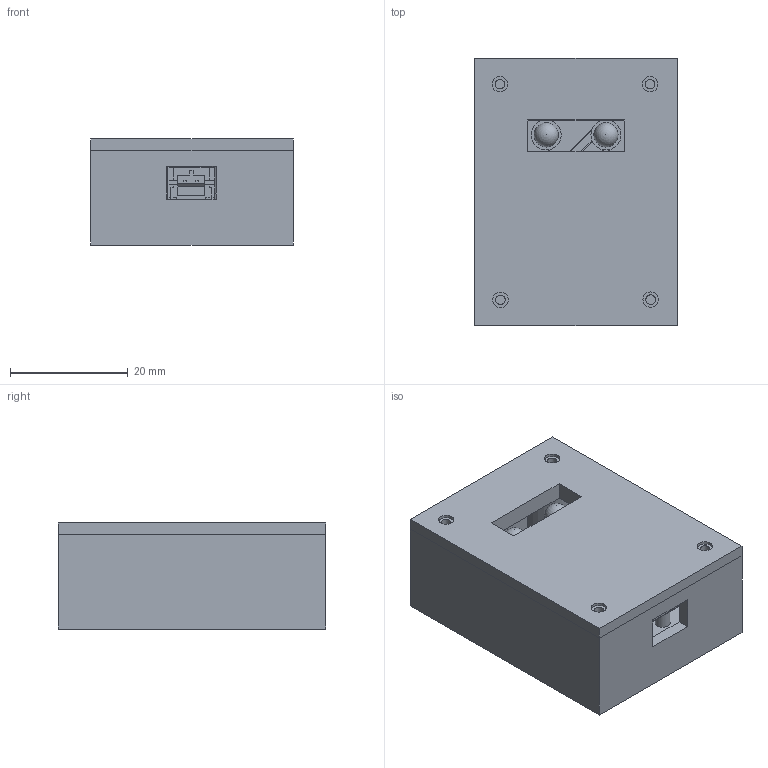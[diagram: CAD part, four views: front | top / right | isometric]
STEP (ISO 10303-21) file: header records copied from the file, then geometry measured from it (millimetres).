
FILE_DESCRIPTION(/* description */ (''),/* implementation_level */ '2;1');
FILE_NAME(/* name */ 'closure for 555 timer.step',/* time_stamp */ '2026-02-19T20:05:11+01:00',/* author */ (''),/* organization */ (''),/* preprocessor_version */ 'ST-DEVELOPER v20.1',/* originating_system */ 'Autodesk Translation Framework v14.24.0.0',/* authorisation */ '');
FILE_SCHEMA (('AUTOMOTIVE_DESIGN { 1 0 10303 214 3 1 1 }'));
Length unit declared in the file: millimetre
Products named in the file (1): 2026-02-13-13-13-01-430
Bounding box: 34.3 x 45.42 x 18 mm (x, y, z)
Volume: 14440.9 mm3; surface area: 16343 mm2
Topology: 72 solids, 72 shells, 1408 faces, 3375 edges, 2152 vertices
Faces by surface type: plane 932, cylinder 375, sphere 98, bspline 3
Full cylindrical faces by diameter (mm): 0.28 x6, 0.3 x1, 0.35 x8, 0.743 x20, 0.813 x16, 1.471 x3, 1.623 x8, 2.54 x9, 2.623 x4, 4.1 x2, 5.1 x2
Entity records: 41124 total; most frequent: CARTESIAN_POINT 7012, DIRECTION 6948, ORIENTED_EDGE 6746, EDGE_CURVE 3373, LINE 2610, VECTOR 2610, AXIS2_PLACEMENT_3D 2169, VERTEX_POINT 2152
